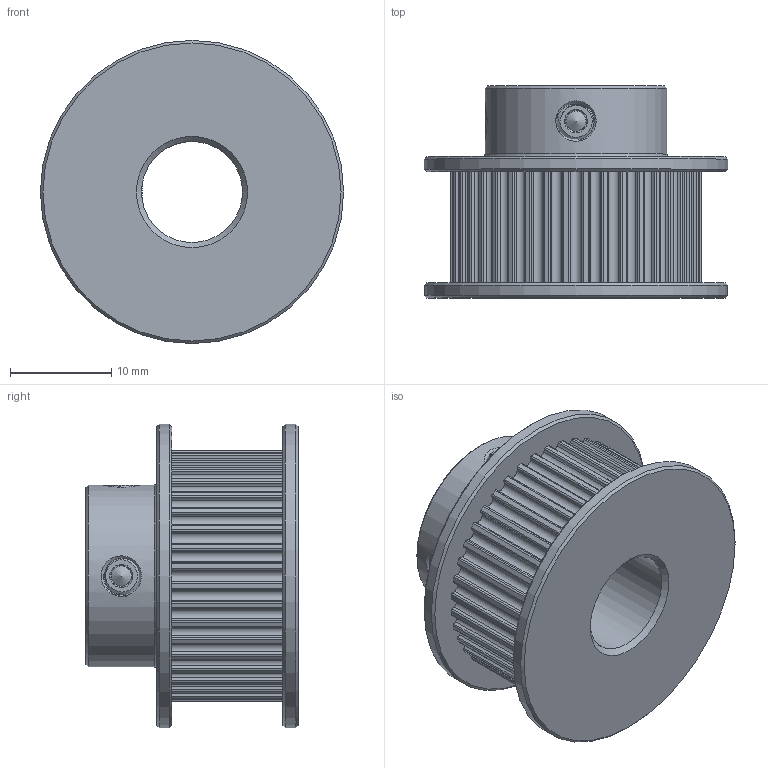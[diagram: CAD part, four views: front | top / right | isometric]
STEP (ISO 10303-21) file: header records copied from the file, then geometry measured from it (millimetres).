
FILE_DESCRIPTION(/* description */ (''),/* implementation_level */ '2;1');
FILE_NAME(/* name */ '2GT-40T-10W-10B BF Pulley.step',/* time_stamp */ '2022-05-11T19:36:10-06:00',/* author */ (''),/* organization */ (''),/* preprocessor_version */ 'ST-DEVELOPER v18.1',/* originating_system */ 'Autodesk Translation Framework v10.14.0.1471',/* authorisation */ '');
FILE_SCHEMA (('AUTOMOTIVE_DESIGN { 1 0 10303 214 3 1 1 }'));
Length unit declared in the file: millimetre
Products named in the file (2): 2GT-40T-6W-8B BF Pulley; M4 x 4 Set Screw
Assembly tree (2 placements, depth 2):
  2GT-40T-6W-8B BF Pulley
    M4 x 4 Set Screw  x2
Bounding box: 30 x 21 x 30 mm (x, y, z)
Volume: 7268.7 mm3; surface area: 4507 mm2
Topology: 3 solids, 3 shells, 367 faces, 1046 edges, 686 vertices
Faces by surface type: cylinder 291, plane 35, cone 27, bspline 13, torus 1
Full cylindrical faces by diameter (mm): 3.091 x8, 3.332 x6, 4 x6, 4.109 x3, 10 x1, 18 x1, 30 x2
Entity records: 14639 total; most frequent: CARTESIAN_POINT 5628, DIRECTION 2003, ORIENTED_EDGE 1916, EDGE_CURVE 958, AXIS2_PLACEMENT_3D 851, VERTEX_POINT 635, CIRCLE 527, EDGE_LOOP 341
